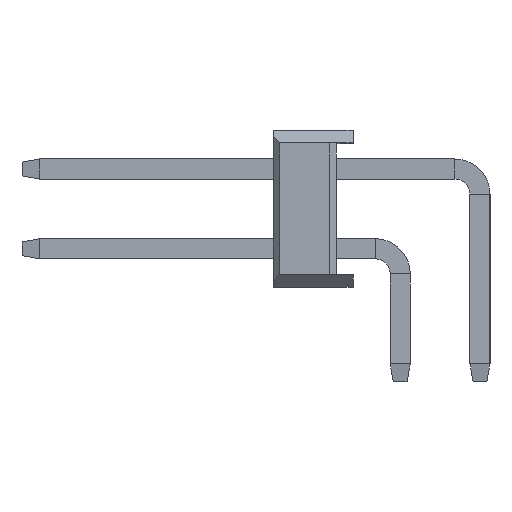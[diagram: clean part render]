
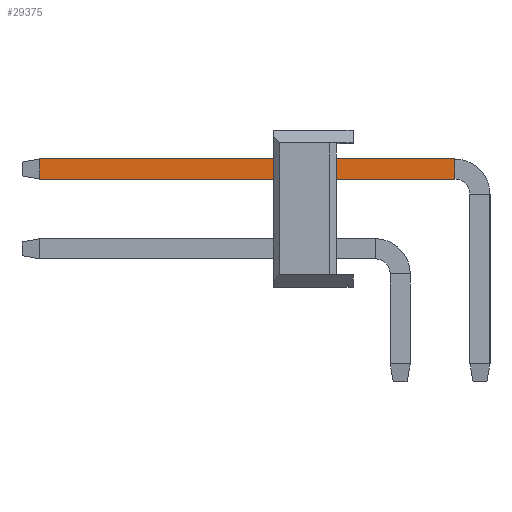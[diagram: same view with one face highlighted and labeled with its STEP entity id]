
A CAD part, left-side view. The second image highlights one B-rep face of the part: STEP entity #29375.
In plain terms, the highlighted planar face has unit normal (-1, 0, 0).
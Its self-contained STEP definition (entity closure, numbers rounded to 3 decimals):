
#1497 = DIRECTION ( 'NONE',  ( 0., 0., -1. ) ) ;
#3550 = VERTEX_POINT ( 'NONE', #11307 ) ;
#3965 = VERTEX_POINT ( 'NONE', #32334 ) ;
#4831 = DIRECTION ( 'NONE',  ( 0., -1., 0. ) ) ;
#5198 = VERTEX_POINT ( 'NONE', #38112 ) ;
#6747 = VECTOR ( 'NONE', #4831, 1000. ) ;
#8441 = EDGE_LOOP ( 'NONE', ( #10745, #33795, #21230, #16568 ) ) ;
#10033 = CARTESIAN_POINT ( 'NONE',  ( -48.58, -3.24, 0.95 ) ) ;
#10290 = DIRECTION ( 'NONE',  ( 0., 0., -1. ) ) ;
#10745 = ORIENTED_EDGE ( 'NONE', *, *, #20070, .F. ) ;
#10996 = VERTEX_POINT ( 'NONE', #10033 ) ;
#11127 = CARTESIAN_POINT ( 'NONE',  ( -48.58, 10.54, 1.59 ) ) ;
#11307 = CARTESIAN_POINT ( 'NONE',  ( -48.58, -3.24, 1.59 ) ) ;
#11361 = VECTOR ( 'NONE', #10290, 1000. ) ;
#13207 = FACE_OUTER_BOUND ( 'NONE', #8441, .T. ) ;
#14155 = LINE ( 'NONE', #20274, #30792 ) ;
#16568 = ORIENTED_EDGE ( 'NONE', *, *, #18769, .F. ) ;
#18674 = EDGE_CURVE ( 'NONE', #3965, #5198, #28008, .T. ) ;
#18769 = EDGE_CURVE ( 'NONE', #3550, #10996, #14155, .T. ) ;
#19713 = CARTESIAN_POINT ( 'NONE',  ( -48.58, 9.973, 1.59 ) ) ;
#20070 = EDGE_CURVE ( 'NONE', #3965, #3550, #39020, .T. ) ;
#20274 = CARTESIAN_POINT ( 'NONE',  ( -48.58, -3.24, 1.59 ) ) ;
#20813 = VECTOR ( 'NONE', #26134, 1000. ) ;
#21230 = ORIENTED_EDGE ( 'NONE', *, *, #21440, .T. ) ;
#21312 = DIRECTION ( 'NONE',  ( 0., 0., -1. ) ) ;
#21440 = EDGE_CURVE ( 'NONE', #5198, #10996, #21815, .T. ) ;
#21815 = LINE ( 'NONE', #38581, #20813 ) ;
#26134 = DIRECTION ( 'NONE',  ( 0., -1., 0. ) ) ;
#27795 = AXIS2_PLACEMENT_3D ( 'NONE', #36866, #40002, #21312 ) ;
#28008 = LINE ( 'NONE', #19713, #11361 ) ;
#29375 = ADVANCED_FACE ( 'NONE', ( #13207 ), #30586, .F. ) ;
#30586 = PLANE ( 'NONE',  #27795 ) ;
#30792 = VECTOR ( 'NONE', #1497, 1000. ) ;
#32334 = CARTESIAN_POINT ( 'NONE',  ( -48.58, 9.973, 1.59 ) ) ;
#33795 = ORIENTED_EDGE ( 'NONE', *, *, #18674, .T. ) ;
#36866 = CARTESIAN_POINT ( 'NONE',  ( -48.58, 10.54, 1.59 ) ) ;
#38112 = CARTESIAN_POINT ( 'NONE',  ( -48.58, 9.973, 0.95 ) ) ;
#38581 = CARTESIAN_POINT ( 'NONE',  ( -48.58, 10.54, 0.95 ) ) ;
#39020 = LINE ( 'NONE', #11127, #6747 ) ;
#40002 = DIRECTION ( 'NONE',  ( 1., 0., 0. ) ) ;
